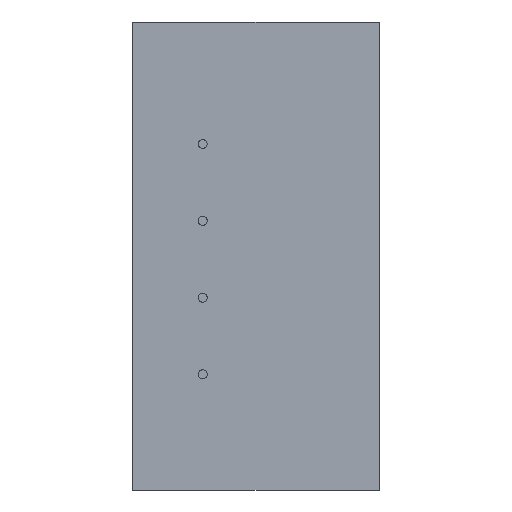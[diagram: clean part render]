
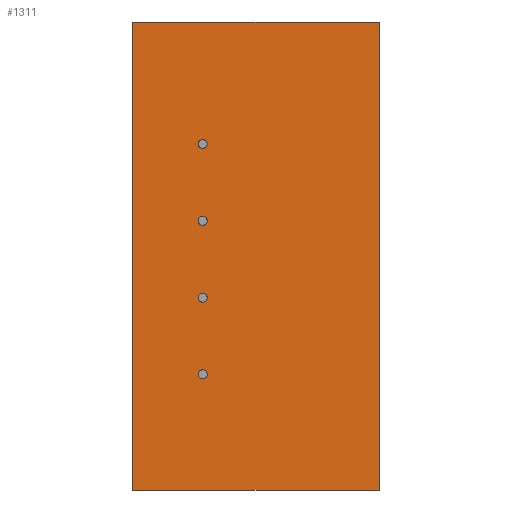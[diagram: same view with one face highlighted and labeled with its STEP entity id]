
A CAD part, front view. The second image highlights one B-rep face of the part: STEP entity #1311.
In plain terms, the highlighted planar face has unit normal (0, -1, 0).
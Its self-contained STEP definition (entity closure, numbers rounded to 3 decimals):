
#13 = CIRCLE ( 'NONE', #5414, 0.15 ) ;
#64 = ORIENTED_EDGE ( 'NONE', *, *, #2687, .F. ) ;
#123 = AXIS2_PLACEMENT_3D ( 'NONE', #446, #5131, #5558 ) ;
#136 = CARTESIAN_POINT ( 'NONE',  ( 8.15, -12.575, 0. ) ) ;
#165 = AXIS2_PLACEMENT_3D ( 'NONE', #5111, #2803, #239 ) ;
#231 = CARTESIAN_POINT ( 'NONE',  ( 2.31, -12.575, 1.164 ) ) ;
#239 = DIRECTION ( 'NONE',  ( 0., 0., 1. ) ) ;
#242 = EDGE_CURVE ( 'NONE', #2413, #3351, #5444, .T. ) ;
#271 = CARTESIAN_POINT ( 'NONE',  ( 0., -12.575, 7.735 ) ) ;
#299 = CARTESIAN_POINT ( 'NONE',  ( 2.31, -12.575, -1.376 ) ) ;
#341 = CIRCLE ( 'NONE', #165, 0.15 ) ;
#348 = CARTESIAN_POINT ( 'NONE',  ( 2.31, -12.575, -1.226 ) ) ;
#391 = DIRECTION ( 'NONE',  ( -1., 0., 0. ) ) ;
#446 = CARTESIAN_POINT ( 'NONE',  ( 2.31, -12.575, 3.704 ) ) ;
#567 = DIRECTION ( 'NONE',  ( 0., 0., 1. ) ) ;
#613 = ORIENTED_EDGE ( 'NONE', *, *, #242, .F. ) ;
#620 = ORIENTED_EDGE ( 'NONE', *, *, #1727, .F. ) ;
#632 = AXIS2_PLACEMENT_3D ( 'NONE', #3217, #648, #3637 ) ;
#648 = DIRECTION ( 'NONE',  ( 0., -1., 0. ) ) ;
#649 = EDGE_LOOP ( 'NONE', ( #2088, #64, #1742, #2068 ) ) ;
#668 = DIRECTION ( 'NONE',  ( 0., 0., 1. ) ) ;
#684 = CARTESIAN_POINT ( 'NONE',  ( 2.31, -12.575, 1.164 ) ) ;
#726 = VERTEX_POINT ( 'NONE', #1060 ) ;
#731 = DIRECTION ( 'NONE',  ( 0., 0., 1. ) ) ;
#757 = CARTESIAN_POINT ( 'NONE',  ( 2.31, -12.575, -3.766 ) ) ;
#830 = VERTEX_POINT ( 'NONE', #2920 ) ;
#1006 = EDGE_CURVE ( 'NONE', #5450, #3712, #2797, .T. ) ;
#1029 = ORIENTED_EDGE ( 'NONE', *, *, #4555, .F. ) ;
#1060 = CARTESIAN_POINT ( 'NONE',  ( 2.31, -12.575, -1.526 ) ) ;
#1081 = CARTESIAN_POINT ( 'NONE',  ( 8.15, -12.575, -7.735 ) ) ;
#1119 = DIRECTION ( 'NONE',  ( 0., 0., 1. ) ) ;
#1175 = EDGE_CURVE ( 'NONE', #1337, #1197, #5286, .T. ) ;
#1176 = AXIS2_PLACEMENT_3D ( 'NONE', #231, #3232, #668 ) ;
#1197 = VERTEX_POINT ( 'NONE', #3636 ) ;
#1249 = CARTESIAN_POINT ( 'NONE',  ( 2.31, -12.575, -3.916 ) ) ;
#1311 = ADVANCED_FACE ( 'NONE', ( #3996, #1734, #5011, #3865, #2723 ), #4133, .F. ) ;
#1336 = LINE ( 'NONE', #1916, #3463 ) ;
#1337 = VERTEX_POINT ( 'NONE', #271 ) ;
#1466 = CARTESIAN_POINT ( 'NONE',  ( 8.15, -12.575, 7.735 ) ) ;
#1495 = DIRECTION ( 'NONE',  ( -1., 0., 0. ) ) ;
#1675 = DIRECTION ( 'NONE',  ( 0., 0., 1. ) ) ;
#1727 = EDGE_CURVE ( 'NONE', #2926, #2924, #341, .T. ) ;
#1734 = FACE_BOUND ( 'NONE', #4798, .T. ) ;
#1742 = ORIENTED_EDGE ( 'NONE', *, *, #2711, .F. ) ;
#1748 = ORIENTED_EDGE ( 'NONE', *, *, #2551, .F. ) ;
#1898 = ORIENTED_EDGE ( 'NONE', *, *, #4173, .F. ) ;
#1901 = CARTESIAN_POINT ( 'NONE',  ( 2.31, -12.575, 3.704 ) ) ;
#1916 = CARTESIAN_POINT ( 'NONE',  ( 8.15, -12.575, 0. ) ) ;
#2006 = VERTEX_POINT ( 'NONE', #348 ) ;
#2068 = ORIENTED_EDGE ( 'NONE', *, *, #5233, .T. ) ;
#2088 = ORIENTED_EDGE ( 'NONE', *, *, #1175, .T. ) ;
#2322 = DIRECTION ( 'NONE',  ( 0., 0., 1. ) ) ;
#2364 = DIRECTION ( 'NONE',  ( 0., 0., -1. ) ) ;
#2406 = CIRCLE ( 'NONE', #1176, 0.15 ) ;
#2413 = VERTEX_POINT ( 'NONE', #4565 ) ;
#2457 = VECTOR ( 'NONE', #1495, 1000. ) ;
#2486 = CIRCLE ( 'NONE', #2541, 0.15 ) ;
#2541 = AXIS2_PLACEMENT_3D ( 'NONE', #1901, #4893, #2322 ) ;
#2551 = EDGE_CURVE ( 'NONE', #2924, #2926, #4230, .T. ) ;
#2687 = EDGE_CURVE ( 'NONE', #830, #1197, #4751, .T. ) ;
#2711 = EDGE_CURVE ( 'NONE', #3764, #830, #1336, .T. ) ;
#2723 = FACE_OUTER_BOUND ( 'NONE', #649, .T. ) ;
#2797 = CIRCLE ( 'NONE', #4510, 0.15 ) ;
#2803 = DIRECTION ( 'NONE',  ( 0., -1., 0. ) ) ;
#2920 = CARTESIAN_POINT ( 'NONE',  ( 8.15, -12.575, -7.735 ) ) ;
#2924 = VERTEX_POINT ( 'NONE', #757 ) ;
#2926 = VERTEX_POINT ( 'NONE', #5046 ) ;
#2957 = CARTESIAN_POINT ( 'NONE',  ( 8.15, -12.575, 7.735 ) ) ;
#2965 = AXIS2_PLACEMENT_3D ( 'NONE', #136, #3135, #567 ) ;
#3135 = DIRECTION ( 'NONE',  ( 0., 1., 0. ) ) ;
#3197 = CARTESIAN_POINT ( 'NONE',  ( 0., -12.575, 0. ) ) ;
#3217 = CARTESIAN_POINT ( 'NONE',  ( 2.31, -12.575, -1.376 ) ) ;
#3232 = DIRECTION ( 'NONE',  ( 0., -1., 0. ) ) ;
#3294 = DIRECTION ( 'NONE',  ( 0., -1., 0. ) ) ;
#3351 = VERTEX_POINT ( 'NONE', #4436 ) ;
#3463 = VECTOR ( 'NONE', #2364, 1000. ) ;
#3600 = EDGE_LOOP ( 'NONE', ( #1029, #613 ) ) ;
#3636 = CARTESIAN_POINT ( 'NONE',  ( 0., -12.575, -7.735 ) ) ;
#3637 = DIRECTION ( 'NONE',  ( 0., 0., 1. ) ) ;
#3665 = DIRECTION ( 'NONE',  ( 0., -1., 0. ) ) ;
#3712 = VERTEX_POINT ( 'NONE', #4392 ) ;
#3764 = VERTEX_POINT ( 'NONE', #1466 ) ;
#3865 = FACE_BOUND ( 'NONE', #3600, .T. ) ;
#3996 = FACE_BOUND ( 'NONE', #4613, .T. ) ;
#4038 = DIRECTION ( 'NONE',  ( 0., 0., -1. ) ) ;
#4133 = PLANE ( 'NONE',  #2965 ) ;
#4173 = EDGE_CURVE ( 'NONE', #2006, #726, #4913, .T. ) ;
#4230 = CIRCLE ( 'NONE', #5408, 0.15 ) ;
#4254 = DIRECTION ( 'NONE',  ( 0., -1., 0. ) ) ;
#4351 = CARTESIAN_POINT ( 'NONE',  ( 2.31, -12.575, 1.014 ) ) ;
#4392 = CARTESIAN_POINT ( 'NONE',  ( 2.31, -12.575, 1.314 ) ) ;
#4436 = CARTESIAN_POINT ( 'NONE',  ( 2.31, -12.575, 3.854 ) ) ;
#4457 = ORIENTED_EDGE ( 'NONE', *, *, #1006, .F. ) ;
#4510 = AXIS2_PLACEMENT_3D ( 'NONE', #684, #3665, #1119 ) ;
#4555 = EDGE_CURVE ( 'NONE', #3351, #2413, #2486, .T. ) ;
#4565 = CARTESIAN_POINT ( 'NONE',  ( 2.31, -12.575, 3.554 ) ) ;
#4613 = EDGE_LOOP ( 'NONE', ( #1748, #620 ) ) ;
#4629 = LINE ( 'NONE', #2957, #4761 ) ;
#4710 = EDGE_CURVE ( 'NONE', #726, #2006, #13, .T. ) ;
#4751 = LINE ( 'NONE', #1081, #2457 ) ;
#4761 = VECTOR ( 'NONE', #391, 1000. ) ;
#4798 = EDGE_LOOP ( 'NONE', ( #1898, #4911 ) ) ;
#4893 = DIRECTION ( 'NONE',  ( 0., -1., 0. ) ) ;
#4911 = ORIENTED_EDGE ( 'NONE', *, *, #4710, .F. ) ;
#4913 = CIRCLE ( 'NONE', #632, 0.15 ) ;
#5011 = FACE_BOUND ( 'NONE', #5289, .T. ) ;
#5037 = EDGE_CURVE ( 'NONE', #3712, #5450, #2406, .T. ) ;
#5046 = CARTESIAN_POINT ( 'NONE',  ( 2.31, -12.575, -4.066 ) ) ;
#5111 = CARTESIAN_POINT ( 'NONE',  ( 2.31, -12.575, -3.916 ) ) ;
#5131 = DIRECTION ( 'NONE',  ( 0., -1., 0. ) ) ;
#5233 = EDGE_CURVE ( 'NONE', #3764, #1337, #4629, .T. ) ;
#5286 = LINE ( 'NONE', #3197, #5424 ) ;
#5289 = EDGE_LOOP ( 'NONE', ( #5417, #4457 ) ) ;
#5408 = AXIS2_PLACEMENT_3D ( 'NONE', #1249, #4254, #1675 ) ;
#5414 = AXIS2_PLACEMENT_3D ( 'NONE', #299, #3294, #731 ) ;
#5417 = ORIENTED_EDGE ( 'NONE', *, *, #5037, .F. ) ;
#5424 = VECTOR ( 'NONE', #4038, 1000. ) ;
#5444 = CIRCLE ( 'NONE', #123, 0.15 ) ;
#5450 = VERTEX_POINT ( 'NONE', #4351 ) ;
#5558 = DIRECTION ( 'NONE',  ( 0., 0., 1. ) ) ;
